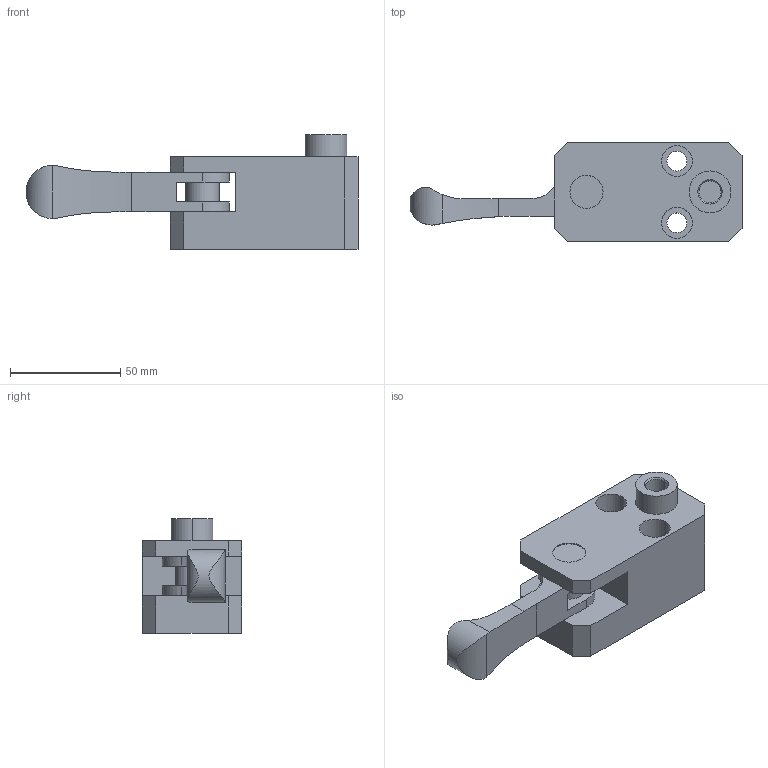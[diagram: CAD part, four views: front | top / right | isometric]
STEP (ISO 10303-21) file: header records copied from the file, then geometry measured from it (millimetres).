
FILE_DESCRIPTION (( 'STEP AP203' ), '1' );
FILE_NAME ('bj352-10001.STEP', '2021-10-25T01:24:51', ( '' ), ( '' ), 'SwSTEP 2.0', 'SolidWorks 2020', '' );
FILE_SCHEMA (( 'CONFIG_CONTROL_DESIGN' ));
Length unit declared in the file: millimetre
Products named in the file (4): bj352-10001; bj352-10001_01; bj352-10001_03; bj352-10001_02
Assembly tree (3 placements, depth 2):
  bj352-10001
    bj352-10001_01
    bj352-10001_02
    bj352-10001_03
Bounding box: 150.5 x 45 x 52 mm (x, y, z)
Volume: 144719.8 mm3; surface area: 35426.4 mm2
Topology: 3 solids, 3 shells, 71 faces, 172 edges, 114 vertices
Faces by surface type: cylinder 35, plane 32, cone 2, bspline 2
Entity records: 2852 total; most frequent: CARTESIAN_POINT 723, DIRECTION 370, ORIENTED_EDGE 344, EDGE_CURVE 172, AXIS2_PLACEMENT_3D 137, VERTEX_POINT 114, LINE 96, VECTOR 96
